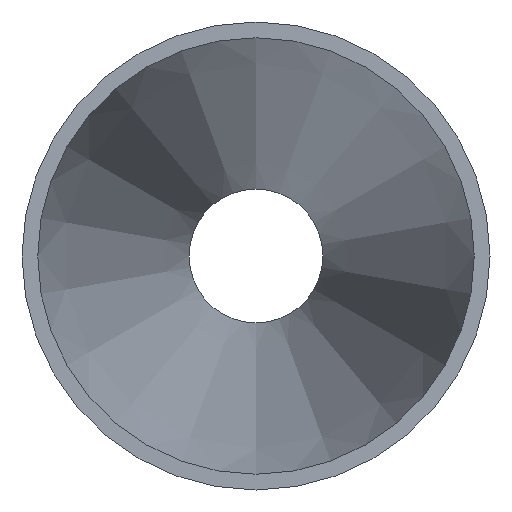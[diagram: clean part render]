
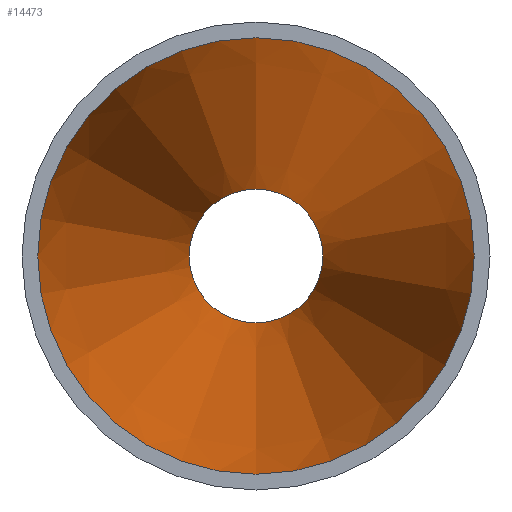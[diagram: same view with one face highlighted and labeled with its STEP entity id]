
A CAD part, front view. The second image highlights one B-rep face of the part: STEP entity #14473.
In plain terms, the highlighted conical face has half-angle 9.462 degrees and reference radius 28.122 mm.
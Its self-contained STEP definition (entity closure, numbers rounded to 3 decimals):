
#389 = EDGE_LOOP ( 'NONE', ( #2490 ) ) ;
#833 = ORIENTED_EDGE ( 'NONE', *, *, #13389, .F. ) ;
#1437 = CONICAL_SURFACE ( 'NONE', #1711, 28.122, 0.165 ) ;
#1584 = DIRECTION ( 'NONE',  ( 0., 0., -1. ) ) ;
#1711 = AXIS2_PLACEMENT_3D ( 'NONE', #13000, #2073, #15503 ) ;
#2073 = DIRECTION ( 'NONE',  ( 0., -1., 0. ) ) ;
#2490 = ORIENTED_EDGE ( 'NONE', *, *, #16322, .T. ) ;
#3185 = VERTEX_POINT ( 'NONE', #8373 ) ;
#4062 = DIRECTION ( 'NONE',  ( 0., 0., -1. ) ) ;
#4293 = CIRCLE ( 'NONE', #11432, 8.622 ) ;
#7338 = FACE_BOUND ( 'NONE', #10255, .T. ) ;
#8077 = CARTESIAN_POINT ( 'NONE',  ( 0., 0., 0. ) ) ;
#8297 = CIRCLE ( 'NONE', #10878, 28.122 ) ;
#8373 = CARTESIAN_POINT ( 'NONE',  ( 0., 117., -8.622 ) ) ;
#8464 = VERTEX_POINT ( 'NONE', #11252 ) ;
#8510 = FACE_OUTER_BOUND ( 'NONE', #389, .T. ) ;
#10255 = EDGE_LOOP ( 'NONE', ( #833 ) ) ;
#10878 = AXIS2_PLACEMENT_3D ( 'NONE', #8077, #13559, #4062 ) ;
#11252 = CARTESIAN_POINT ( 'NONE',  ( 0., 0., -28.122 ) ) ;
#11432 = AXIS2_PLACEMENT_3D ( 'NONE', #16350, #13853, #1584 ) ;
#13000 = CARTESIAN_POINT ( 'NONE',  ( 0., 0., 0. ) ) ;
#13389 = EDGE_CURVE ( 'NONE', #3185, #3185, #4293, .T. ) ;
#13559 = DIRECTION ( 'NONE',  ( 0., -1., 0. ) ) ;
#13853 = DIRECTION ( 'NONE',  ( 0., -1., 0. ) ) ;
#14473 = ADVANCED_FACE ( 'NONE', ( #7338, #8510 ), #1437, .F. ) ;
#15503 = DIRECTION ( 'NONE',  ( 0., 0., -1. ) ) ;
#16322 = EDGE_CURVE ( 'NONE', #8464, #8464, #8297, .T. ) ;
#16350 = CARTESIAN_POINT ( 'NONE',  ( 0., 117., 0. ) ) ;
